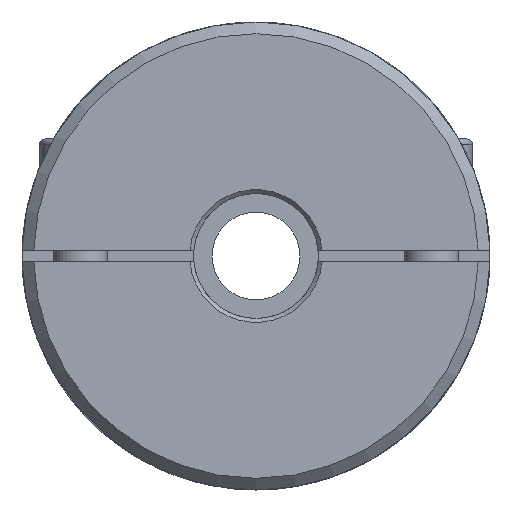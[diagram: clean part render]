
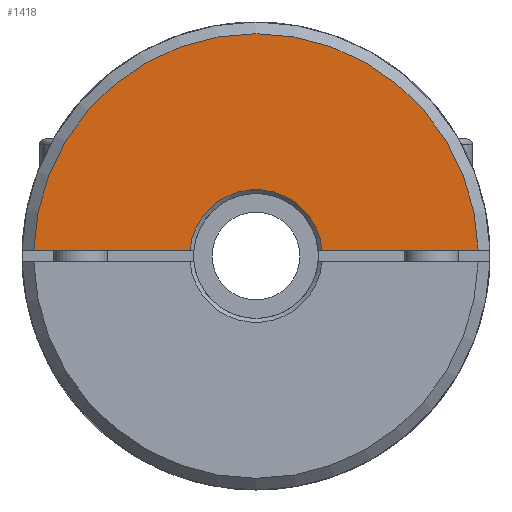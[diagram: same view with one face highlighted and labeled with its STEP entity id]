
A CAD part, left-side view. The second image highlights one B-rep face of the part: STEP entity #1418.
In plain terms, the highlighted planar face has unit normal (-1, 0, 0).
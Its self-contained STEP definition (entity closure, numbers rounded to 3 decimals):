
#1418 = ADVANCED_FACE( '', ( #3015 ), #3016, .T. );
#3015 = FACE_OUTER_BOUND( '', #4646, .T. );
#3016 = PLANE( '', #4647 );
#4646 = EDGE_LOOP( '', ( #8927, #8928, #8929, #8930 ) );
#4647 = AXIS2_PLACEMENT_3D( '', #8931, #8932, #8933 );
#8927 = ORIENTED_EDGE( '', *, *, #10139, .F. );
#8928 = ORIENTED_EDGE( '', *, *, #10170, .T. );
#8929 = ORIENTED_EDGE( '', *, *, #9648, .F. );
#8930 = ORIENTED_EDGE( '', *, *, #9641, .T. );
#8931 = CARTESIAN_POINT( '', ( 0., 0., 11.5 ) );
#8932 = DIRECTION( '', ( -1., 0., 0. ) );
#8933 = DIRECTION( '', ( 0., 0., 1. ) );
#9641 = EDGE_CURVE( '', #11691, #11695, #11697, .T. );
#9648 = EDGE_CURVE( '', #11691, #11707, #11708, .T. );
#10139 = EDGE_CURVE( '', #12489, #11695, #12491, .T. );
#10170 = EDGE_CURVE( '', #12489, #11707, #12533, .T. );
#11691 = VERTEX_POINT( '', #15156 );
#11695 = VERTEX_POINT( '', #15161 );
#11697 = CIRCLE( '', #15164, 57. );
#11707 = VERTEX_POINT( '', #15178 );
#11708 = LINE( '', #15179, #15180 );
#12489 = VERTEX_POINT( '', #16604 );
#12491 = LINE( '', #16606, #16607 );
#12533 = CIRCLE( '', #16689, 17. );
#15156 = CARTESIAN_POINT( '', ( 0., -56.98, 1.5 ) );
#15161 = CARTESIAN_POINT( '', ( 0., 56.98, 1.5 ) );
#15164 = AXIS2_PLACEMENT_3D( '', #19772, #19773, #19774 );
#15178 = CARTESIAN_POINT( '', ( 0., -16.934, 1.5 ) );
#15179 = CARTESIAN_POINT( '', ( 0., 0., 1.5 ) );
#15180 = VECTOR( '', #19779, 1000. );
#16604 = CARTESIAN_POINT( '', ( 0., 16.934, 1.5 ) );
#16606 = CARTESIAN_POINT( '', ( 0., 0., 1.5 ) );
#16607 = VECTOR( '', #20543, 1000. );
#16689 = AXIS2_PLACEMENT_3D( '', #20573, #20574, #20575 );
#19772 = CARTESIAN_POINT( '', ( 0., 0., 0. ) );
#19773 = DIRECTION( '', ( -1., 0., 0. ) );
#19774 = DIRECTION( '', ( 0., 0., 1. ) );
#19779 = DIRECTION( '', ( 0., 1., 0. ) );
#20543 = DIRECTION( '', ( 0., 1., 0. ) );
#20573 = CARTESIAN_POINT( '', ( 0., 0., 0. ) );
#20574 = DIRECTION( '', ( 1., 0., 0. ) );
#20575 = DIRECTION( '', ( 0., 0., 1. ) );
